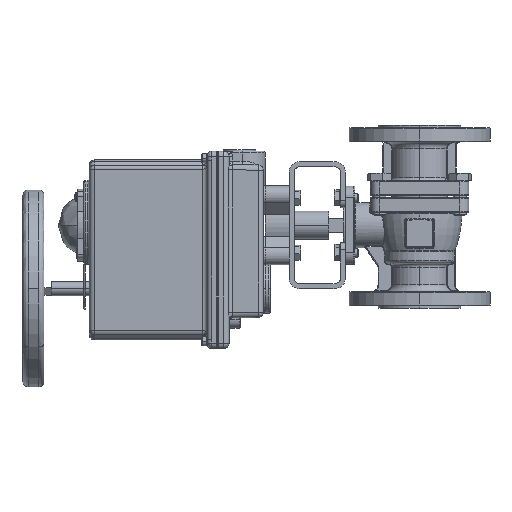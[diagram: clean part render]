
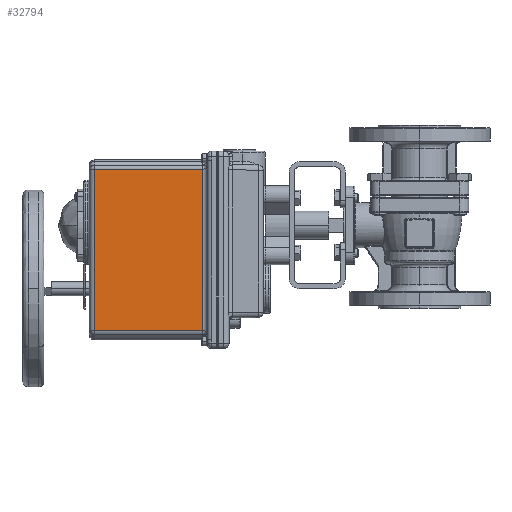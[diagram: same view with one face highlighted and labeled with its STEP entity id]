
A CAD part, left-side view. The second image highlights one B-rep face of the part: STEP entity #32794.
In plain terms, the highlighted planar face has unit normal (-1, 0, 0).
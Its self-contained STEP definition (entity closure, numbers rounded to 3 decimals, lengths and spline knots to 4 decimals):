
#1667 = CARTESIAN_POINT ( 'NONE',  ( -2.065, 11.7185, 2.315 ) ) ;
#2013 = AXIS2_PLACEMENT_3D ( 'NONE', #1667, #43322, #20671 ) ;
#3490 = VERTEX_POINT ( 'NONE', #31116 ) ;
#5840 = ORIENTED_EDGE ( 'NONE', *, *, #43890, .F. ) ;
#7699 = LINE ( 'NONE', #40501, #16557 ) ;
#8009 = LINE ( 'NONE', #25335, #47055 ) ;
#8992 = VERTEX_POINT ( 'NONE', #25582 ) ;
#9613 = LINE ( 'NONE', #16092, #48651 ) ;
#12291 = VERTEX_POINT ( 'NONE', #38980 ) ;
#12469 = DIRECTION ( 'NONE',  ( 0., 0., 1. ) ) ;
#12961 = VECTOR ( 'NONE', #36606, 39.3701 ) ;
#13378 = EDGE_CURVE ( 'NONE', #32822, #3490, #7699, .T. ) ;
#16092 = CARTESIAN_POINT ( 'NONE',  ( -2.065, 11.531, 2.315 ) ) ;
#16557 = VECTOR ( 'NONE', #17864, 39.3701 ) ;
#17864 = DIRECTION ( 'NONE',  ( 0., -1., 0. ) ) ;
#20671 = DIRECTION ( 'NONE',  ( 0., 0., -1. ) ) ;
#25335 = CARTESIAN_POINT ( 'NONE',  ( -2.065, 11.7185, -3.7373 ) ) ;
#25582 = CARTESIAN_POINT ( 'NONE',  ( -2.065, 11.531, -3.7373 ) ) ;
#27047 = ORIENTED_EDGE ( 'NONE', *, *, #13378, .F. ) ;
#27568 = EDGE_LOOP ( 'NONE', ( #27047, #31617, #5840, #27624 ) ) ;
#27624 = ORIENTED_EDGE ( 'NONE', *, *, #48865, .T. ) ;
#30442 = FACE_OUTER_BOUND ( 'NONE', #27568, .T. ) ;
#31116 = CARTESIAN_POINT ( 'NONE',  ( -2.065, 7.6885, 1.9873 ) ) ;
#31617 = ORIENTED_EDGE ( 'NONE', *, *, #36193, .F. ) ;
#31889 = PLANE ( 'NONE',  #2013 ) ;
#32782 = CARTESIAN_POINT ( 'NONE',  ( -2.065, 7.6885, 2.315 ) ) ;
#32794 = ADVANCED_FACE ( 'NONE', ( #30442 ), #31889, .F. ) ;
#32822 = VERTEX_POINT ( 'NONE', #47301 ) ;
#33025 = LINE ( 'NONE', #32782, #12961 ) ;
#36193 = EDGE_CURVE ( 'NONE', #8992, #32822, #9613, .T. ) ;
#36606 = DIRECTION ( 'NONE',  ( 0., 0., 1. ) ) ;
#38980 = CARTESIAN_POINT ( 'NONE',  ( -2.065, 7.6885, -3.7373 ) ) ;
#40501 = CARTESIAN_POINT ( 'NONE',  ( -2.065, 11.7185, 1.9873 ) ) ;
#43322 = DIRECTION ( 'NONE',  ( 1., 0., 0. ) ) ;
#43890 = EDGE_CURVE ( 'NONE', #12291, #8992, #8009, .T. ) ;
#47055 = VECTOR ( 'NONE', #48034, 39.3701 ) ;
#47301 = CARTESIAN_POINT ( 'NONE',  ( -2.065, 11.531, 1.9873 ) ) ;
#48034 = DIRECTION ( 'NONE',  ( 0., 1., 0. ) ) ;
#48651 = VECTOR ( 'NONE', #12469, 39.3701 ) ;
#48865 = EDGE_CURVE ( 'NONE', #12291, #3490, #33025, .T. ) ;
